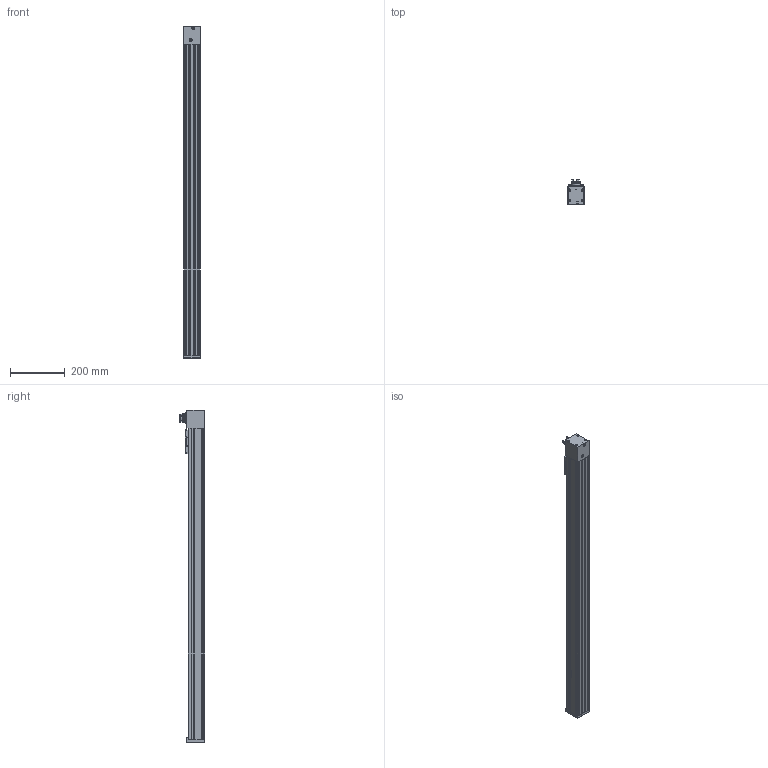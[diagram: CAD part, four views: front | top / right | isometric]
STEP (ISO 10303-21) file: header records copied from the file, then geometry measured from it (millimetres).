
FILE_DESCRIPTION( ( 'STEP AP214' ), '1' );
FILE_NAME( '8062781_ELGC-TB-KF-60-1000.stp', '2019-10-18T05:48:48', ( '' ), ( '' ), ' ', 'PARTsolutions', ' ' );
FILE_SCHEMA( ( 'AUTOMOTIVE_DESIGN { 1 0 10303 214 1 1 1 1 }' ) );
Length unit declared in the file: millimetre
Products named in the file (6): 8062781 ELGC-TB-KF-60-1000---(0); HI_8058609 ELGC-TB-KF-60-1000---(h); HI_2775781 G1/8A; HI_8058609 ELGC-TB-KF-60(s); _4827308 EAMC-30-GS16-D10x10-A(elgc); _DIN-912 - M4x12(F)
Assembly tree (5 placements, depth 2):
  8062781 ELGC-TB-KF-60-1000---(0)
    HI_8058609 ELGC-TB-KF-60-1000---(h)
    HI_2775781 G1/8A
    HI_8058609 ELGC-TB-KF-60(s)
    _4827308 EAMC-30-GS16-D10x10-A(elgc)
    _DIN-912 - M4x12(F)
Bounding box: 60 x 92.9 x 1216 mm (x, y, z)
Volume: 3539655.4 mm3; surface area: 541645.4 mm2
Topology: 5 solids, 5 shells, 763 faces, 1930 edges, 1253 vertices
Faces by surface type: plane 368, cylinder 325, cone 45, torus 25
Full cylindrical faces by diameter (mm): 2.459 x4, 3.242 x8, 4 x3, 4.134 x6, 5 x2, 5.5 x2, 6.3 x2, 7 x9, 7.4 x1, 7.8 x1, 8.1 x4, 8.5 x2, 8.566 x1, 8.6 x4, 9.728 x2, 10 x2, 10.1 x2, 11 x1, 32 x1
Entity records: 28950 total; most frequent: CARTESIAN_POINT 4194, DIRECTION 4042, ORIENTED_EDGE 3626, EDGE_CURVE 1813, AXIS2_PLACEMENT_3D 1510, VERTEX_POINT 1248, LINE 1022, VECTOR 1022
